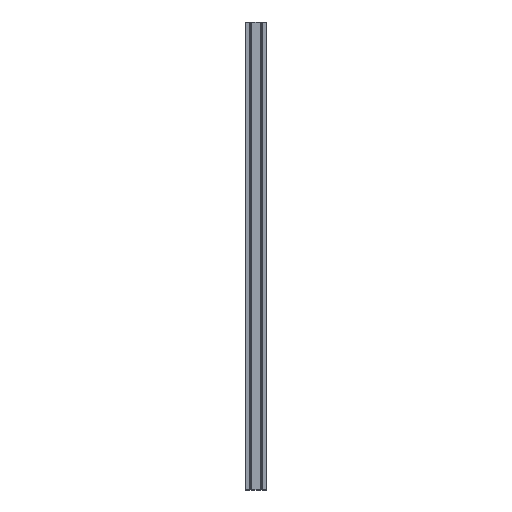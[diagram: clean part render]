
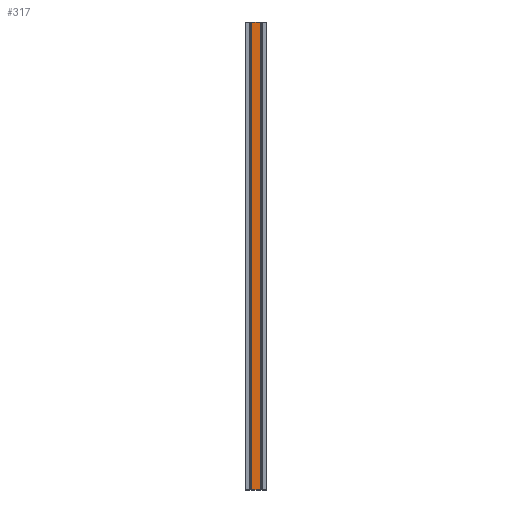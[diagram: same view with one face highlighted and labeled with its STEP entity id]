
A CAD part, top view. The second image highlights one B-rep face of the part: STEP entity #317.
In plain terms, the highlighted planar face has unit normal (0, 0, 1).
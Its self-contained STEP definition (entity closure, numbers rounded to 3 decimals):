
#317=ADVANCED_FACE('',(#818),#819,.T.);
#818=FACE_OUTER_BOUND('',#1500,.T.);
#819=PLANE('',#1501);
#1500=EDGE_LOOP('',(#2563,#2564,#2565,#2566));
#1501=AXIS2_PLACEMENT_3D('',#2567,#2568,#2569);
#2563=ORIENTED_EDGE('',*,*,#4600,.T.);
#2564=ORIENTED_EDGE('',*,*,#4407,.T.);
#2565=ORIENTED_EDGE('',*,*,#4595,.F.);
#2566=ORIENTED_EDGE('',*,*,#4601,.T.);
#2567=CARTESIAN_POINT('',(0.0,696.0,30.0));
#2568=DIRECTION('',(0.0,0.0,1.0));
#2569=DIRECTION('',(-1.0,0.0,-0.0));
#4407=EDGE_CURVE('',#5354,#5356,#5358,.T.);
#4595=EDGE_CURVE('',#5730,#5356,#5732,.T.);
#4600=EDGE_CURVE('',#5738,#5354,#5739,.T.);
#4601=EDGE_CURVE('',#5730,#5738,#5740,.T.);
#5354=VERTEX_POINT('',#6734);
#5356=VERTEX_POINT('',#6737);
#5358=LINE('',#6740,#6741);
#5730=VERTEX_POINT('',#7214);
#5732=LINE('',#7217,#7218);
#5738=VERTEX_POINT('',#7226);
#5739=LINE('',#7227,#7228);
#5740=LINE('',#7229,#7230);
#6734=CARTESIAN_POINT('',(11.9,-696.0,30.0));
#6737=CARTESIAN_POINT('',(11.9,696.0,30.0));
#6740=CARTESIAN_POINT('',(11.9,696.0,30.0));
#6741=VECTOR('',#8435,1.0);
#7214=CARTESIAN_POINT('',(-11.9,696.0,30.0));
#7217=CARTESIAN_POINT('',(-30.0,696.0,30.0));
#7218=VECTOR('',#8790,1.0);
#7226=CARTESIAN_POINT('',(-11.9,-696.0,30.0));
#7227=CARTESIAN_POINT('',(-30.0,-696.0,30.0));
#7228=VECTOR('',#8793,1.0);
#7229=CARTESIAN_POINT('',(-11.9,696.0,30.0));
#7230=VECTOR('',#8794,1.0);
#8435=DIRECTION('',(0.0,1.0,-0.0));
#8790=DIRECTION('',(1.0,0.0,0.0));
#8793=DIRECTION('',(1.0,0.0,0.0));
#8794=DIRECTION('',(0.0,-1.0,0.0));
